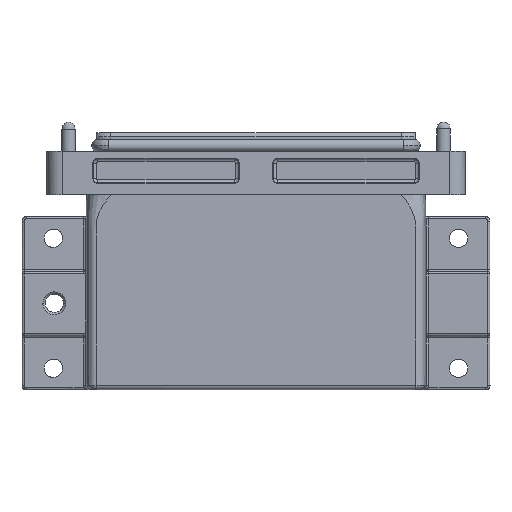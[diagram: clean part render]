
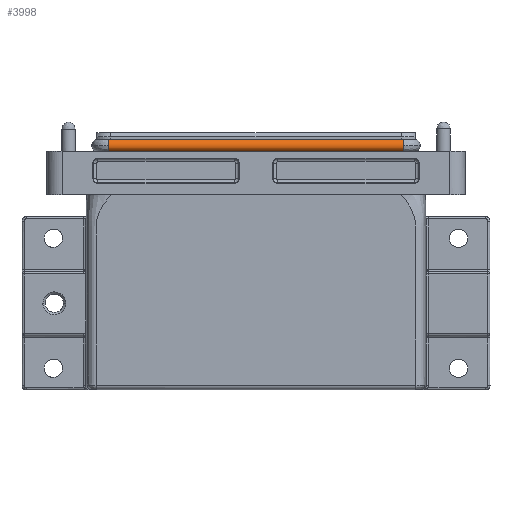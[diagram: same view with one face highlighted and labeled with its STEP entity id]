
A CAD part, top view. The second image highlights one B-rep face of the part: STEP entity #3998.
In plain terms, the highlighted cylindrical face has radius 3 mm (diameter 6 mm), a partial arc.
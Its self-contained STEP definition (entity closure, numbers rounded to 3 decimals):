
#1709 = CARTESIAN_POINT ( 'NONE',  ( 68., 112.65, 23.998 ) ) ;
#1713 = LINE ( 'NONE', #1714, #12606 ) ;
#1714 = CARTESIAN_POINT ( 'NONE',  ( -68., 115.3, 25.404 ) ) ;
#1715 = DIRECTION ( 'NONE',  ( -1., 0., 0. ) ) ;
#1722 = DIRECTION ( 'NONE',  ( -1., 0., 0. ) ) ;
#1723 = DIRECTION ( 'NONE',  ( 0., 0., -1. ) ) ;
#1906 = CARTESIAN_POINT ( 'NONE',  ( 68., 112.65, 23.998 ) ) ;
#1907 = DIRECTION ( 'NONE',  ( -1., 0., 0. ) ) ;
#1908 = DIRECTION ( 'NONE',  ( 0., 0., -1. ) ) ;
#1951 = CARTESIAN_POINT ( 'NONE',  ( -68., 112.65, 23.998 ) ) ;
#1952 = DIRECTION ( 'NONE',  ( 1., 0., 0. ) ) ;
#1953 = DIRECTION ( 'NONE',  ( 0., 0., -1. ) ) ;
#3998 = ADVANCED_FACE ( 'NONE', ( #12552 ), #12553, .T. ) ;
#7764 = CARTESIAN_POINT ( 'NONE',  ( -68., 112.65, 23.998 ) ) ;
#7765 = DIRECTION ( 'NONE',  ( 1., 0., 0. ) ) ;
#7766 = DIRECTION ( 'NONE',  ( 0., 0., -1. ) ) ;
#10451 = VECTOR ( 'NONE', #45678, 1000. ) ;
#10662 = EDGE_CURVE ( 'NONE', #31913, #31911, #1713, .T. ) ;
#10665 = EDGE_CURVE ( 'NONE', #19896, #31912, #25677, .T. ) ;
#10696 = EDGE_CURVE ( 'NONE', #31912, #31913, #25688, .T. ) ;
#10703 = EDGE_CURVE ( 'NONE', #31911, #31910, #25691, .T. ) ;
#10722 = EDGE_CURVE ( 'NONE', #20950, #31910, #25698, .T. ) ;
#10791 = EDGE_CURVE ( 'NONE', #19896, #20950, #45675, .T. ) ;
#12550 = AXIS2_PLACEMENT_3D ( 'NONE', #7764, #7765, #7766 ) ;
#12552 = FACE_OUTER_BOUND ( 'NONE', #19629, .T. ) ;
#12553 = CYLINDRICAL_SURFACE ( 'NONE', #12550, 3. ) ;
#12606 = VECTOR ( 'NONE', #1715, 1000. ) ;
#12608 = AXIS2_PLACEMENT_3D ( 'NONE', #1709, #1722, #1723 ) ;
#12630 = AXIS2_PLACEMENT_3D ( 'NONE', #1906, #1907, #1908 ) ;
#12632 = AXIS2_PLACEMENT_3D ( 'NONE', #1951, #1952, #1953 ) ;
#12649 = AXIS2_PLACEMENT_3D ( 'NONE', #53091, #53095, #53096 ) ;
#19569 = ORIENTED_EDGE ( 'NONE', *, *, #10791, .F. ) ;
#19586 = ORIENTED_EDGE ( 'NONE', *, *, #10722, .F. ) ;
#19607 = ORIENTED_EDGE ( 'NONE', *, *, #10662, .T. ) ;
#19629 = EDGE_LOOP ( 'NONE', ( #19683, #19634, #19607, #19758, #19586, #19569 ) ) ;
#19634 = ORIENTED_EDGE ( 'NONE', *, *, #10696, .T. ) ;
#19683 = ORIENTED_EDGE ( 'NONE', *, *, #10665, .T. ) ;
#19758 = ORIENTED_EDGE ( 'NONE', *, *, #10703, .T. ) ;
#19896 = VERTEX_POINT ( 'NONE', #28411 ) ;
#20950 = VERTEX_POINT ( 'NONE', #28458 ) ;
#25677 = CIRCLE ( 'NONE', #12608, 3. ) ;
#25688 = CIRCLE ( 'NONE', #12630, 3. ) ;
#25691 = CIRCLE ( 'NONE', #12632, 3. ) ;
#25698 = CIRCLE ( 'NONE', #12649, 3. ) ;
#28411 = CARTESIAN_POINT ( 'NONE',  ( 68., 110., 25.404 ) ) ;
#28458 = CARTESIAN_POINT ( 'NONE',  ( -68., 110., 25.404 ) ) ;
#31910 = VERTEX_POINT ( 'NONE', #42507 ) ;
#31911 = VERTEX_POINT ( 'NONE', #42508 ) ;
#31912 = VERTEX_POINT ( 'NONE', #42509 ) ;
#31913 = VERTEX_POINT ( 'NONE', #42510 ) ;
#42507 = CARTESIAN_POINT ( 'NONE',  ( -68., 112.65, 26.998 ) ) ;
#42508 = CARTESIAN_POINT ( 'NONE',  ( -68., 115.3, 25.404 ) ) ;
#42509 = CARTESIAN_POINT ( 'NONE',  ( 68., 112.65, 26.998 ) ) ;
#42510 = CARTESIAN_POINT ( 'NONE',  ( 68., 115.3, 25.404 ) ) ;
#45675 = LINE ( 'NONE', #45677, #10451 ) ;
#45677 = CARTESIAN_POINT ( 'NONE',  ( 0., 110., 25.404 ) ) ;
#45678 = DIRECTION ( 'NONE',  ( -1., 0., 0. ) ) ;
#53091 = CARTESIAN_POINT ( 'NONE',  ( -68., 112.65, 23.998 ) ) ;
#53095 = DIRECTION ( 'NONE',  ( -1., 0., 0. ) ) ;
#53096 = DIRECTION ( 'NONE',  ( 0., 0., 1. ) ) ;
